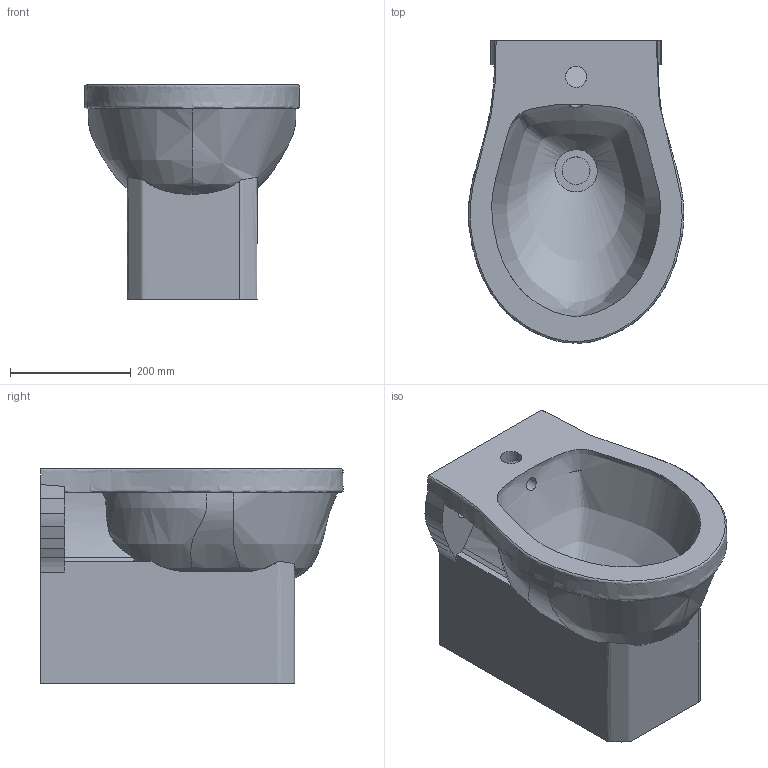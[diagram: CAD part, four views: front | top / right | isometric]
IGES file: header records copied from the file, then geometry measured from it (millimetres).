
Global section: file name: B244WH P11_2; native system: AutoCAD 2016 - English; preprocessor: Autodesk Translation Framework DWG producer (atf_dwg_producer); organization: unknown; date: 20161014.085340; units: millimetre
Bounding box: 356.13 x 500.84 x 355 mm (x, y, z)
Volume: 25779761.5 mm3; surface area: 905642.5 mm2
Topology: 1 solids, 1 shells, 67 faces, 192 edges, 129 vertices
Faces by surface type: bspline 67
